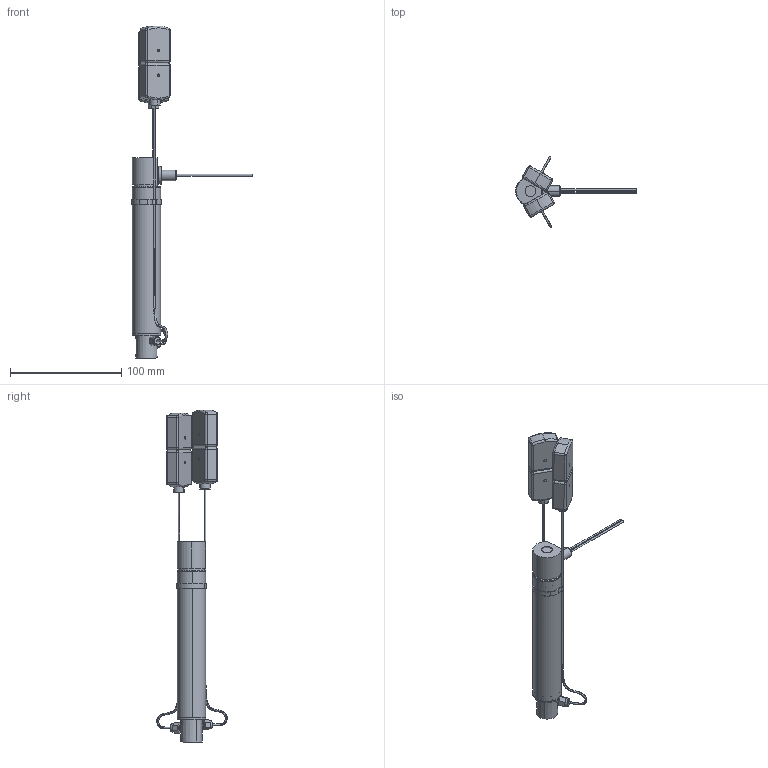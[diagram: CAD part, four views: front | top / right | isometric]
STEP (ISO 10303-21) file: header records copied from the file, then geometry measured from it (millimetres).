
FILE_DESCRIPTION (( 'STEP AP203' ), '1' );
FILE_NAME ('CT050- 1-8F -1-4F-TF2 AUG2017 203.STEP', '2017-08-31T17:41:00', ( '' ), ( '' ), 'SwSTEP 2.0', 'SolidWorks 2017', '' );
FILE_SCHEMA (( 'CONFIG_CONTROL_DESIGN' ));
Length unit declared in the file: inch
Products named in the file (1): CT050- 1-8F -1-4F-TF2 AUG2017 203
Bounding box: 108.87 x 63.51 x 298.87 mm (x, y, z)
Volume: 72768.3 mm3; surface area: 51677.8 mm2
Topology: 26 solids, 26 shells, 443 faces, 981 edges, 598 vertices
Faces by surface type: cylinder 217, plane 114, cone 48, sphere 32, torus 20, bspline 12
Entity records: 14931 total; most frequent: CARTESIAN_POINT 4938, DIRECTION 2236, ORIENTED_EDGE 1930, EDGE_CURVE 965, AXIS2_PLACEMENT_3D 942, VERTEX_POINT 598, CIRCLE 510, EDGE_LOOP 503
